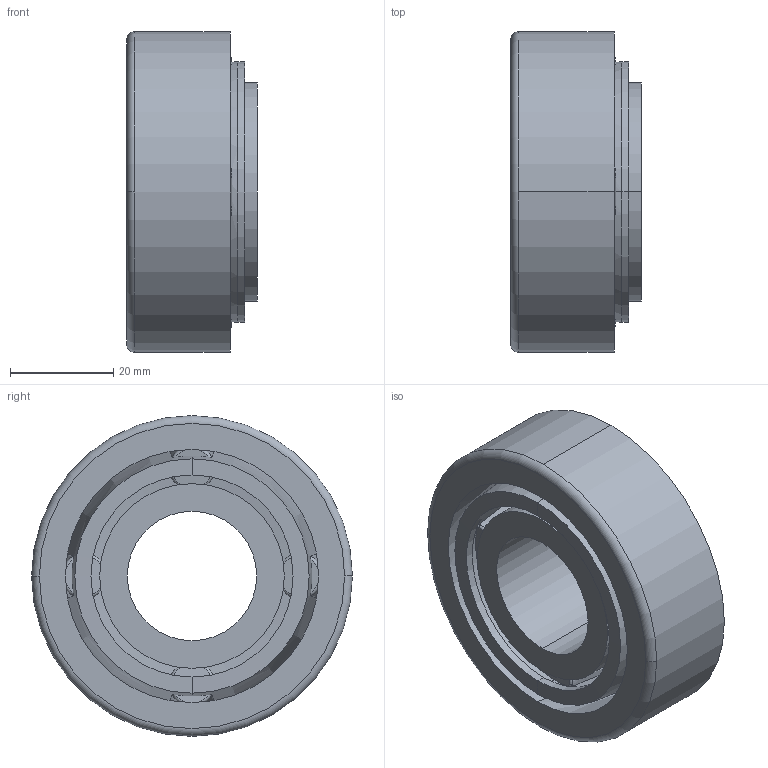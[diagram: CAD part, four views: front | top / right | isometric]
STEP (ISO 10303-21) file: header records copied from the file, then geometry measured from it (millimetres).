
FILE_DESCRIPTION(('STEP AP214'),'1');
FILE_NAME('32305-a.stp','2025-03-05T10:40:29',('TraceParts'),('TraceParts S.A.'),'Spatial InterOp 3D',' ',' ');
FILE_SCHEMA(('AUTOMOTIVE_DESIGN { 1 0 10303 214 1 1 1 1 }'));
Length unit declared in the file: millimetre
Products named in the file (1): 32305-a_1
Bounding box: 25.27 x 62 x 62 mm (x, y, z)
Volume: 39437 mm3; surface area: 24517 mm2
Topology: 7 solids, 7 shells, 94 faces, 236 edges, 152 vertices
Faces by surface type: cone 30, torus 28, plane 22, cylinder 14
Entity records: 3748 total; most frequent: DIRECTION 602, CARTESIAN_POINT 537, ORIENTED_EDGE 472, AXIS2_PLACEMENT_3D 281, EDGE_CURVE 236, CIRCLE 156, VERTEX_POINT 152, EDGE_LOOP 104
